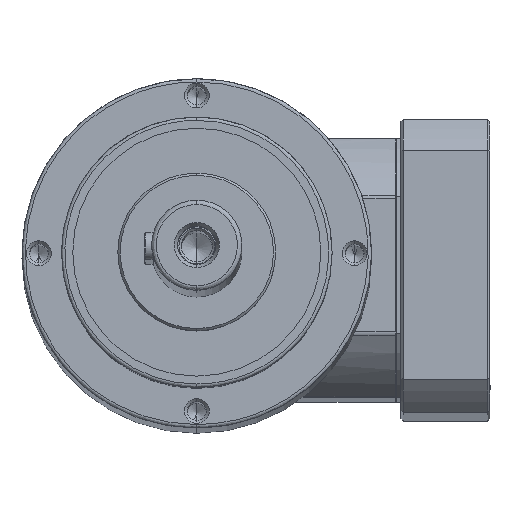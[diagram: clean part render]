
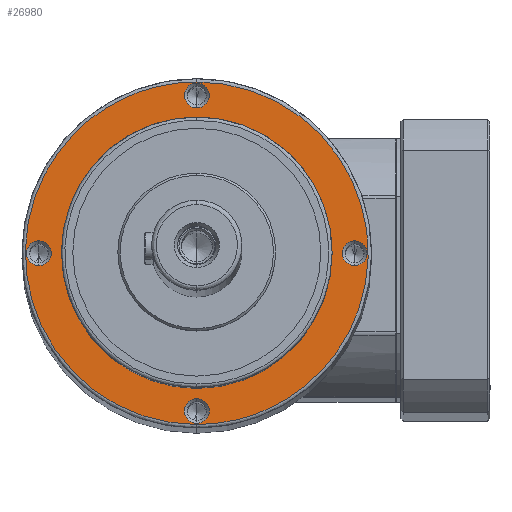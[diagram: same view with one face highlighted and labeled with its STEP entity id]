
A CAD part, left-side view. The second image highlights one B-rep face of the part: STEP entity #26980.
In plain terms, the highlighted face is planar.
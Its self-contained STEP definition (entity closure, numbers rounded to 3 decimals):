
#30 = ORIENTED_EDGE ( 'NONE', *, *, #27685, .F. ) ;
#491 = VERTEX_POINT ( 'NONE', #4087 ) ;
#595 = ORIENTED_EDGE ( 'NONE', *, *, #7550, .F. ) ;
#672 = CARTESIAN_POINT ( 'NONE',  ( 76., 0., 12. ) ) ;
#982 = ORIENTED_EDGE ( 'NONE', *, *, #26390, .F. ) ;
#1207 = ORIENTED_EDGE ( 'NONE', *, *, #23361, .F. ) ;
#1921 = VERTEX_POINT ( 'NONE', #27346 ) ;
#2975 = ORIENTED_EDGE ( 'NONE', *, *, #7782, .F. ) ;
#3015 = VERTEX_POINT ( 'NONE', #26145 ) ;
#3185 = VERTEX_POINT ( 'NONE', #32683 ) ;
#3336 = FACE_BOUND ( 'NONE', #4621, .T. ) ;
#3391 = VERTEX_POINT ( 'NONE', #14129 ) ;
#3727 = EDGE_CURVE ( 'NONE', #32244, #35582, #23330, .T. ) ;
#3856 = VERTEX_POINT ( 'NONE', #34144 ) ;
#4087 = CARTESIAN_POINT ( 'NONE',  ( -5.5, -70., 12. ) ) ;
#4621 = EDGE_LOOP ( 'NONE', ( #16877, #8760 ) ) ;
#4768 = CIRCLE ( 'NONE', #22040, 60. ) ;
#4895 = CIRCLE ( 'NONE', #38290, 5.5 ) ;
#5028 = ORIENTED_EDGE ( 'NONE', *, *, #23763, .F. ) ;
#6872 = DIRECTION ( 'NONE',  ( 0., 0., -1. ) ) ;
#6908 = VERTEX_POINT ( 'NONE', #31897 ) ;
#7361 = EDGE_CURVE ( 'NONE', #3015, #1921, #15905, .T. ) ;
#7550 = EDGE_CURVE ( 'NONE', #3185, #3391, #4895, .T. ) ;
#7782 = EDGE_CURVE ( 'NONE', #35582, #32244, #32648, .T. ) ;
#8043 = CARTESIAN_POINT ( 'NONE',  ( -76., 0., 12. ) ) ;
#8376 = EDGE_CURVE ( 'NONE', #13082, #39762, #4768, .T. ) ;
#8760 = ORIENTED_EDGE ( 'NONE', *, *, #19266, .F. ) ;
#9015 = CIRCLE ( 'NONE', #32027, 60. ) ;
#9094 = CARTESIAN_POINT ( 'NONE',  ( 70., 0., 12. ) ) ;
#9451 = AXIS2_PLACEMENT_3D ( 'NONE', #10248, #31699, #13317 ) ;
#9719 = CIRCLE ( 'NONE', #22797, 5.5 ) ;
#10116 = CARTESIAN_POINT ( 'NONE',  ( 0., 70., 12. ) ) ;
#10185 = CIRCLE ( 'NONE', #28463, 5.5 ) ;
#10248 = CARTESIAN_POINT ( 'NONE',  ( 0., -70., 12. ) ) ;
#10529 = DIRECTION ( 'NONE',  ( 0., 0., -1. ) ) ;
#10776 = CARTESIAN_POINT ( 'NONE',  ( 0., -70., 12. ) ) ;
#10901 = CARTESIAN_POINT ( 'NONE',  ( 76., 0., 12. ) ) ;
#10927 = CARTESIAN_POINT ( 'NONE',  ( 0., 0., 12. ) ) ;
#11474 = CARTESIAN_POINT ( 'NONE',  ( -76., 0., 12. ) ) ;
#11828 = CARTESIAN_POINT ( 'NONE',  ( -76., -152., 12. ) ) ;
#12136 = CARTESIAN_POINT ( 'NONE',  ( -70., 0., 12. ) ) ;
#12166 = DIRECTION ( 'NONE',  ( -1., 0., 0. ) ) ;
#12187 = AXIS2_PLACEMENT_3D ( 'NONE', #10116, #31582, #13191 ) ;
#12500 = CIRCLE ( 'NONE', #31406, 5.5 ) ;
#12651 = CIRCLE ( 'NONE', #9451, 5.5 ) ;
#13082 = VERTEX_POINT ( 'NONE', #32278 ) ;
#13155 = CIRCLE ( 'NONE', #23813, 5.5 ) ;
#13191 = DIRECTION ( 'NONE',  ( -1., 0., 0. ) ) ;
#13317 = DIRECTION ( 'NONE',  ( -1., 0., 0. ) ) ;
#13814 = DIRECTION ( 'NONE',  ( -1., 0., 0. ) ) ;
#13956 = DIRECTION ( 'NONE',  ( 1., 0., 0. ) ) ;
#14001 = EDGE_CURVE ( 'NONE', #3856, #6908, #13155, .T. ) ;
#14129 = CARTESIAN_POINT ( 'NONE',  ( -64.5, 0., 12. ) ) ;
#14286 = DIRECTION ( 'NONE',  ( 0., 0., -1. ) ) ;
#14612 = CARTESIAN_POINT ( 'NONE',  ( 0., 0., 12. ) ) ;
#15206 = DIRECTION ( 'NONE',  ( -1., 0., 0. ) ) ;
#15517 = CARTESIAN_POINT ( 'NONE',  ( 76., -152., 12. ) ) ;
#15905 = CIRCLE ( 'NONE', #12187, 5.5 ) ;
#16289 = CARTESIAN_POINT ( 'NONE',  ( -76., 152., 12. ) ) ;
#16520 = DIRECTION ( 'NONE',  ( 0., 0., -1. ) ) ;
#16877 = ORIENTED_EDGE ( 'NONE', *, *, #14001, .F. ) ;
#17721 = DIRECTION ( 'NONE',  ( 1., 0., 0. ) ) ;
#18761 = FACE_BOUND ( 'NONE', #25462, .T. ) ;
#19266 = EDGE_CURVE ( 'NONE', #6908, #3856, #9719, .T. ) ;
#19302 = CARTESIAN_POINT ( 'NONE',  ( 76., 152., 12. ) ) ;
#19739 = FACE_BOUND ( 'NONE', #31836, .T. ) ;
#21543 = EDGE_CURVE ( 'NONE', #34504, #491, #22084, .T. ) ;
#21862 = AXIS2_PLACEMENT_3D ( 'NONE', #10776, #32242, #13814 ) ;
#21998 = ORIENTED_EDGE ( 'NONE', *, *, #21543, .F. ) ;
#22040 = AXIS2_PLACEMENT_3D ( 'NONE', #28925, #10529, #32017 ) ;
#22084 = CIRCLE ( 'NONE', #21862, 5.5 ) ;
#22797 = AXIS2_PLACEMENT_3D ( 'NONE', #9094, #30547, #12166 ) ;
#22840 = ORIENTED_EDGE ( 'NONE', *, *, #8376, .F. ) ;
#23330 =( BOUNDED_CURVE ( )  B_SPLINE_CURVE ( 3, ( #11474, #11828, #15517, #10901 ),
 .UNSPECIFIED., .F., .F. ) 
 B_SPLINE_CURVE_WITH_KNOTS ( ( 4, 4 ),
 ( 0., 0.5 ),
 .UNSPECIFIED. ) 
 CURVE ( )  GEOMETRIC_REPRESENTATION_ITEM ( )  RATIONAL_B_SPLINE_CURVE ( ( 1., 0.333, 0.333, 1. ) ) 
 REPRESENTATION_ITEM ( '' )  );
#23361 = EDGE_CURVE ( 'NONE', #491, #34504, #12651, .T. ) ;
#23763 = EDGE_CURVE ( 'NONE', #3391, #3185, #10185, .T. ) ;
#23813 = AXIS2_PLACEMENT_3D ( 'NONE', #25182, #6872, #28269 ) ;
#25182 = CARTESIAN_POINT ( 'NONE',  ( 70., 0., 12. ) ) ;
#25462 = EDGE_LOOP ( 'NONE', ( #29266, #982 ) ) ;
#26145 = CARTESIAN_POINT ( 'NONE',  ( -5.5, 70., 12. ) ) ;
#26390 = EDGE_CURVE ( 'NONE', #1921, #3015, #12500, .T. ) ;
#26841 = FACE_BOUND ( 'NONE', #38636, .T. ) ;
#26980 = ADVANCED_FACE ( 'NONE', ( #35052, #3336, #27812, #26841, #18761, #19739 ), #38541, .F. ) ;
#27158 = CARTESIAN_POINT ( 'NONE',  ( 76., 0., 12. ) ) ;
#27346 = CARTESIAN_POINT ( 'NONE',  ( 5.5, 70., 12. ) ) ;
#27685 = EDGE_CURVE ( 'NONE', #39762, #13082, #9015, .T. ) ;
#27812 = FACE_BOUND ( 'NONE', #36031, .T. ) ;
#28129 = CARTESIAN_POINT ( 'NONE',  ( 5.5, -70., 12. ) ) ;
#28269 = DIRECTION ( 'NONE',  ( -1., 0., 0. ) ) ;
#28463 = AXIS2_PLACEMENT_3D ( 'NONE', #34923, #16520, #38098 ) ;
#28925 = CARTESIAN_POINT ( 'NONE',  ( 0., 0., 12. ) ) ;
#29266 = ORIENTED_EDGE ( 'NONE', *, *, #7361, .F. ) ;
#30547 = DIRECTION ( 'NONE',  ( 0., 0., -1. ) ) ;
#30975 = AXIS2_PLACEMENT_3D ( 'NONE', #10927, #32388, #13956 ) ;
#31406 = AXIS2_PLACEMENT_3D ( 'NONE', #32689, #14286, #35817 ) ;
#31582 = DIRECTION ( 'NONE',  ( 0., 0., -1. ) ) ;
#31699 = DIRECTION ( 'NONE',  ( 0., 0., -1. ) ) ;
#31836 = EDGE_LOOP ( 'NONE', ( #22840, #30 ) ) ;
#31897 = CARTESIAN_POINT ( 'NONE',  ( 75.5, 0., 12. ) ) ;
#32017 = DIRECTION ( 'NONE',  ( 1., 0., 0. ) ) ;
#32027 = AXIS2_PLACEMENT_3D ( 'NONE', #14612, #36152, #17721 ) ;
#32242 = DIRECTION ( 'NONE',  ( 0., 0., -1. ) ) ;
#32244 = VERTEX_POINT ( 'NONE', #8043 ) ;
#32278 = CARTESIAN_POINT ( 'NONE',  ( 60., 0., 12. ) ) ;
#32388 = DIRECTION ( 'NONE',  ( 0., 0., 1. ) ) ;
#32648 =( BOUNDED_CURVE ( )  B_SPLINE_CURVE ( 3, ( #672, #19302, #16289, #37856 ),
 .UNSPECIFIED., .F., .T. ) 
 B_SPLINE_CURVE_WITH_KNOTS ( ( 4, 4 ),
 ( 0.5, 1. ),
 .UNSPECIFIED. ) 
 CURVE ( )  GEOMETRIC_REPRESENTATION_ITEM ( )  RATIONAL_B_SPLINE_CURVE ( ( 1., 0.333, 0.333, 1. ) ) 
 REPRESENTATION_ITEM ( '' )  );
#32683 = CARTESIAN_POINT ( 'NONE',  ( -75.5, 0., 12. ) ) ;
#32689 = CARTESIAN_POINT ( 'NONE',  ( 0., 70., 12. ) ) ;
#33607 = DIRECTION ( 'NONE',  ( 0., 0., -1. ) ) ;
#34144 = CARTESIAN_POINT ( 'NONE',  ( 64.5, 0., 12. ) ) ;
#34300 = EDGE_LOOP ( 'NONE', ( #2975, #39912 ) ) ;
#34504 = VERTEX_POINT ( 'NONE', #28129 ) ;
#34923 = CARTESIAN_POINT ( 'NONE',  ( -70., 0., 12. ) ) ;
#35052 = FACE_OUTER_BOUND ( 'NONE', #34300, .T. ) ;
#35582 = VERTEX_POINT ( 'NONE', #27158 ) ;
#35817 = DIRECTION ( 'NONE',  ( -1., 0., 0. ) ) ;
#36031 = EDGE_LOOP ( 'NONE', ( #1207, #21998 ) ) ;
#36152 = DIRECTION ( 'NONE',  ( 0., 0., -1. ) ) ;
#36891 = CARTESIAN_POINT ( 'NONE',  ( -60., 0., 12. ) ) ;
#37856 = CARTESIAN_POINT ( 'NONE',  ( -76., 0., 12. ) ) ;
#38098 = DIRECTION ( 'NONE',  ( -1., 0., 0. ) ) ;
#38290 = AXIS2_PLACEMENT_3D ( 'NONE', #12136, #33607, #15206 ) ;
#38541 = PLANE ( 'NONE',  #30975 ) ;
#38636 = EDGE_LOOP ( 'NONE', ( #595, #5028 ) ) ;
#39762 = VERTEX_POINT ( 'NONE', #36891 ) ;
#39912 = ORIENTED_EDGE ( 'NONE', *, *, #3727, .F. ) ;
